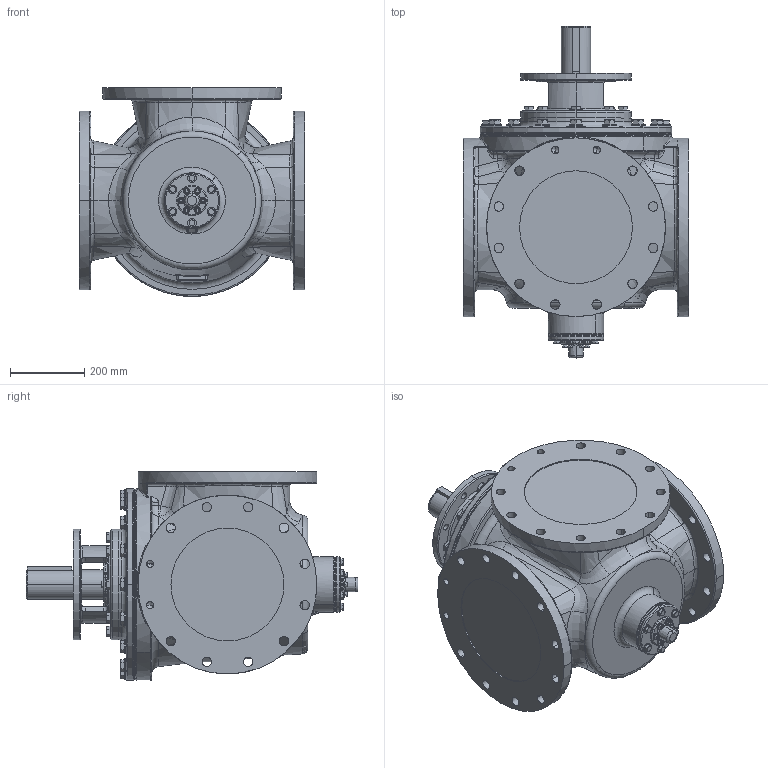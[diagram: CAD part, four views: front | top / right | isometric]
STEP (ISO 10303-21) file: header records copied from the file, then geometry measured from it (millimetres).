
FILE_DESCRIPTION((''),'2;1');
FILE_NAME('5512_SW0001','2023-09-08T10:05:10',('jlesh'),(''),'CREO PARAMETRIC BY PTC INC, 2023072','CREO PARAMETRIC BY PTC INC, 2023072','');
FILE_SCHEMA(('AUTOMOTIVE_DESIGN { 1 0 10303 214 1 1 1 1 }'));
Products named in the file (1): 5512_SW0001
Bounding box: 609.6 x 896.14 x 563.56 mm (x, y, z)
Volume: 118574182.5 mm3; surface area: 2417642.4 mm2
Topology: 1 solids, 5 shells, 1422 faces, 3373 edges, 2046 vertices
Faces by surface type: plane 446, cylinder 322, cone 258, bspline 211, torus 165, sphere 14, extrusion 6
Entity records: 59027 total; most frequent: CARTESIAN_POINT 21319, ORIENTED_EDGE 6710, DIRECTION 6410, EDGE_CURVE 3355, AXIS2_PLACEMENT_3D 2673, VERTEX_POINT 2046, EDGE_LOOP 1625, CIRCLE 1468
